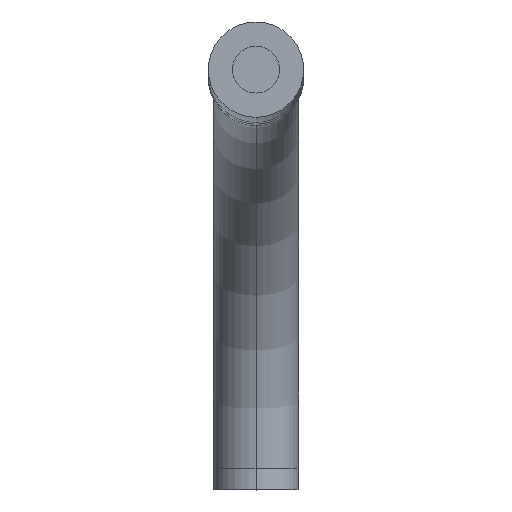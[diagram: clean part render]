
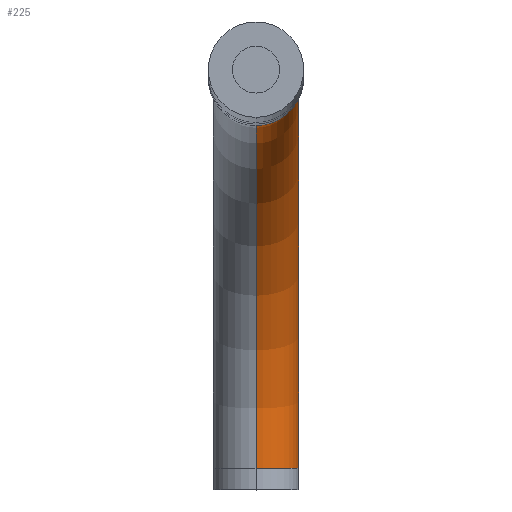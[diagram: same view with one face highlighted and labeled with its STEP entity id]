
A CAD part, top view. The second image highlights one B-rep face of the part: STEP entity #225.
In plain terms, the highlighted toroidal (fillet/blend) face has major radius 4.14 mm and minor radius 0.457 mm.
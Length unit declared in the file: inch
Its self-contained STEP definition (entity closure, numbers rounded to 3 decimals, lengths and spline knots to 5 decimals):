
#19=CARTESIAN_POINT('',(0.181,-0.018,0.));
#20=DIRECTION('',(-1.,0.,0.));
#21=DIRECTION('',(0.,1.,0.));
#22=AXIS2_PLACEMENT_3D('',#19,#20,#21);
#24=CARTESIAN_POINT('',(0.181,-0.181,0.));
#25=DIRECTION('',(0.,0.,1.));
#26=DIRECTION('',(0.,1.,0.));
#27=AXIS2_PLACEMENT_3D('',#24,#25,#26);
#34=CARTESIAN_POINT('',(0.181,-0.181,0.));
#35=DIRECTION('',(0.,0.,1.));
#36=DIRECTION('',(0.,1.,0.));
#37=AXIS2_PLACEMENT_3D('',#34,#35,#36);
#48=CARTESIAN_POINT('',(0.018,-0.181,0.));
#49=DIRECTION('',(0.,-1.,0.));
#50=DIRECTION('',(-1.,0.,0.));
#51=AXIS2_PLACEMENT_3D('',#48,#49,#50);
#133=CARTESIAN_POINT('',(0.181,-0.036,0.));
#134=CARTESIAN_POINT('',(0.181,0.,0.));
#135=VERTEX_POINT('',#133);
#136=VERTEX_POINT('',#134);
#141=CARTESIAN_POINT('',(0.036,-0.181,0.));
#142=CARTESIAN_POINT('',(0.,-0.181,0.));
#143=VERTEX_POINT('',#141);
#144=VERTEX_POINT('',#142);
#211=CARTESIAN_POINT('',(0.181,-0.181,0.));
#212=DIRECTION('',(0.,0.,1.));
#213=DIRECTION('',(0.,-1.,0.));
#214=AXIS2_PLACEMENT_3D('',#211,#212,#213);
#215=TOROIDAL_SURFACE('',#214,0.163,0.018);
#216=ORIENTED_EDGE('',*,*,#205,.F.);
#218=ORIENTED_EDGE('',*,*,#217,.T.);
#220=ORIENTED_EDGE('',*,*,#219,.T.);
#222=ORIENTED_EDGE('',*,*,#221,.F.);
#223=EDGE_LOOP('',(#216,#218,#220,#222));
#224=FACE_OUTER_BOUND('',#223,.F.);
#225=ADVANCED_FACE('',(#224),#215,.T.);
#23=CIRCLE('',#22,0.018);
#28=CIRCLE('',#27,0.181);
#38=CIRCLE('',#37,0.145);
#52=CIRCLE('',#51,0.018);
#205=EDGE_CURVE('',#136,#135,#23,.T.);
#217=EDGE_CURVE('',#136,#144,#28,.T.);
#219=EDGE_CURVE('',#144,#143,#52,.T.);
#221=EDGE_CURVE('',#135,#143,#38,.T.);
